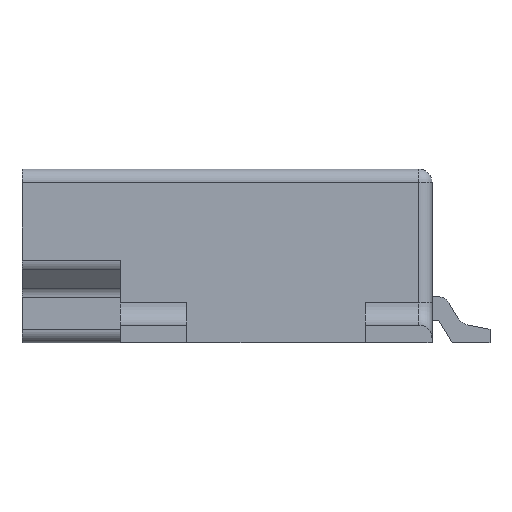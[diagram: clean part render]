
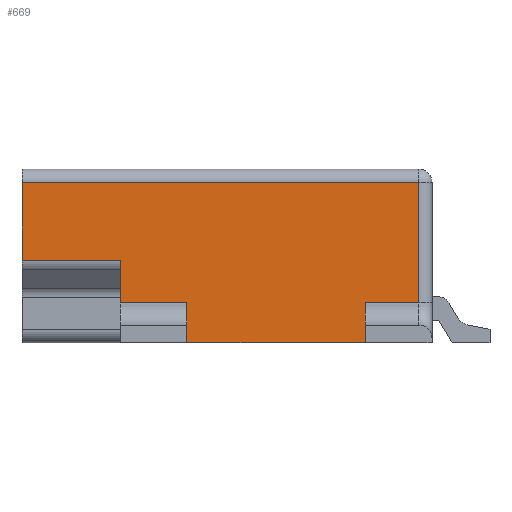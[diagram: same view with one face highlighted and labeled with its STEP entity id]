
A CAD part, front view. The second image highlights one B-rep face of the part: STEP entity #669.
In plain terms, the highlighted planar face has unit normal (0, -1, 0).
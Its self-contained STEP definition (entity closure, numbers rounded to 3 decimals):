
#12 = VECTOR ( 'NONE', #5220, 1000. ) ;
#166 = DIRECTION ( 'NONE',  ( 0., 0., 1. ) ) ;
#298 = VERTEX_POINT ( 'NONE', #5094 ) ;
#393 = CARTESIAN_POINT ( 'NONE',  ( 3.1, -3.85, 0.9 ) ) ;
#443 = VECTOR ( 'NONE', #166, 1000. ) ;
#452 = EDGE_CURVE ( 'NONE', #490, #298, #5303, .T. ) ;
#490 = VERTEX_POINT ( 'NONE', #393 ) ;
#506 = ORIENTED_EDGE ( 'NONE', *, *, #5800, .T. ) ;
#669 = ADVANCED_FACE ( 'NONE', ( #4056 ), #1247, .F. ) ;
#677 = DIRECTION ( 'NONE',  ( 1., 0., 0. ) ) ;
#728 = VECTOR ( 'NONE', #1615, 1000. ) ;
#800 = LINE ( 'NONE', #6906, #12 ) ;
#801 = CARTESIAN_POINT ( 'NONE',  ( -0.9, -3.85, 0.9 ) ) ;
#836 = DIRECTION ( 'NONE',  ( 0., 1., 0. ) ) ;
#1034 = ORIENTED_EDGE ( 'NONE', *, *, #3534, .T. ) ;
#1191 = ORIENTED_EDGE ( 'NONE', *, *, #6827, .T. ) ;
#1193 = VERTEX_POINT ( 'NONE', #3258 ) ;
#1227 = EDGE_CURVE ( 'NONE', #298, #6195, #3475, .T. ) ;
#1236 = CARTESIAN_POINT ( 'NONE',  ( -2.4, -3.85, 0.9 ) ) ;
#1245 = LINE ( 'NONE', #4128, #443 ) ;
#1247 = PLANE ( 'NONE',  #6873 ) ;
#1337 = DIRECTION ( 'NONE',  ( 1., 0., 0. ) ) ;
#1372 = ORIENTED_EDGE ( 'NONE', *, *, #452, .T. ) ;
#1428 = CARTESIAN_POINT ( 'NONE',  ( -4.6, -3.85, 3.6 ) ) ;
#1615 = DIRECTION ( 'NONE',  ( -1., 0., 0. ) ) ;
#1624 = DIRECTION ( 'NONE',  ( 0., 0., 1. ) ) ;
#1708 = ORIENTED_EDGE ( 'NONE', *, *, #4460, .T. ) ;
#1723 = CARTESIAN_POINT ( 'NONE',  ( 4.3, -3.85, 3.6 ) ) ;
#1924 = VERTEX_POINT ( 'NONE', #1236 ) ;
#2175 = VECTOR ( 'NONE', #677, 1000. ) ;
#2179 = LINE ( 'NONE', #4972, #728 ) ;
#2378 = LINE ( 'NONE', #2780, #4617 ) ;
#2551 = VECTOR ( 'NONE', #7195, 1000. ) ;
#2586 = CARTESIAN_POINT ( 'NONE',  ( 3.1, -3.85, 0.4 ) ) ;
#2588 = ORIENTED_EDGE ( 'NONE', *, *, #2610, .T. ) ;
#2610 = EDGE_CURVE ( 'NONE', #6726, #1193, #800, .T. ) ;
#2624 = CARTESIAN_POINT ( 'NONE',  ( -4.6, -3.85, 1.851 ) ) ;
#2659 = ORIENTED_EDGE ( 'NONE', *, *, #1227, .T. ) ;
#2716 = VECTOR ( 'NONE', #4901, 1000. ) ;
#2731 = LINE ( 'NONE', #2624, #2716 ) ;
#2739 = CARTESIAN_POINT ( 'NONE',  ( 4.3, -3.85, 3.9 ) ) ;
#2780 = CARTESIAN_POINT ( 'NONE',  ( -4.6, -3.85, 0. ) ) ;
#2874 = CARTESIAN_POINT ( 'NONE',  ( -4.6, -3.85, 3.9 ) ) ;
#3034 = CARTESIAN_POINT ( 'NONE',  ( -0.9, -3.85, 0.9 ) ) ;
#3258 = CARTESIAN_POINT ( 'NONE',  ( -4.6, -3.85, 1.851 ) ) ;
#3475 = LINE ( 'NONE', #2739, #5383 ) ;
#3534 = EDGE_CURVE ( 'NONE', #6195, #6726, #2179, .T. ) ;
#3673 = DIRECTION ( 'NONE',  ( 0., 0., 1. ) ) ;
#3852 = ORIENTED_EDGE ( 'NONE', *, *, #6022, .F. ) ;
#4039 = DIRECTION ( 'NONE',  ( 1., 0., 0. ) ) ;
#4056 = FACE_OUTER_BOUND ( 'NONE', #4534, .T. ) ;
#4128 = CARTESIAN_POINT ( 'NONE',  ( -2.4, -3.85, 1.74 ) ) ;
#4359 = VERTEX_POINT ( 'NONE', #5057 ) ;
#4379 = LINE ( 'NONE', #6611, #2551 ) ;
#4460 = EDGE_CURVE ( 'NONE', #1924, #6590, #6436, .T. ) ;
#4528 = EDGE_CURVE ( 'NONE', #1193, #5238, #2731, .T. ) ;
#4534 = EDGE_LOOP ( 'NONE', ( #1372, #2659, #1034, #2588, #6482, #6085, #1708, #1191, #506, #3852 ) ) ;
#4617 = VECTOR ( 'NONE', #4039, 1000. ) ;
#4737 = VECTOR ( 'NONE', #7105, 1000. ) ;
#4874 = LINE ( 'NONE', #2586, #4737 ) ;
#4901 = DIRECTION ( 'NONE',  ( 1., 0., 0. ) ) ;
#4972 = CARTESIAN_POINT ( 'NONE',  ( -4.6, -3.85, 3.6 ) ) ;
#5057 = CARTESIAN_POINT ( 'NONE',  ( -0.9, -3.85, 0. ) ) ;
#5087 = VERTEX_POINT ( 'NONE', #5151 ) ;
#5094 = CARTESIAN_POINT ( 'NONE',  ( 4.3, -3.85, 0.9 ) ) ;
#5151 = CARTESIAN_POINT ( 'NONE',  ( 3.1, -3.85, 0. ) ) ;
#5220 = DIRECTION ( 'NONE',  ( 0., 0., -1. ) ) ;
#5238 = VERTEX_POINT ( 'NONE', #6427 ) ;
#5303 = LINE ( 'NONE', #6812, #2175 ) ;
#5383 = VECTOR ( 'NONE', #1624, 1000. ) ;
#5800 = EDGE_CURVE ( 'NONE', #4359, #5087, #2378, .T. ) ;
#6022 = EDGE_CURVE ( 'NONE', #490, #5087, #4874, .T. ) ;
#6085 = ORIENTED_EDGE ( 'NONE', *, *, #6567, .F. ) ;
#6195 = VERTEX_POINT ( 'NONE', #1723 ) ;
#6427 = CARTESIAN_POINT ( 'NONE',  ( -2.4, -3.85, 1.851 ) ) ;
#6436 = LINE ( 'NONE', #3034, #6940 ) ;
#6482 = ORIENTED_EDGE ( 'NONE', *, *, #4528, .T. ) ;
#6567 = EDGE_CURVE ( 'NONE', #1924, #5238, #1245, .T. ) ;
#6590 = VERTEX_POINT ( 'NONE', #801 ) ;
#6611 = CARTESIAN_POINT ( 'NONE',  ( -0.9, -3.85, 0.4 ) ) ;
#6726 = VERTEX_POINT ( 'NONE', #1428 ) ;
#6812 = CARTESIAN_POINT ( 'NONE',  ( 4.6, -3.85, 0.9 ) ) ;
#6827 = EDGE_CURVE ( 'NONE', #6590, #4359, #4379, .T. ) ;
#6873 = AXIS2_PLACEMENT_3D ( 'NONE', #2874, #836, #3673 ) ;
#6906 = CARTESIAN_POINT ( 'NONE',  ( -4.6, -3.85, 3.9 ) ) ;
#6940 = VECTOR ( 'NONE', #1337, 1000. ) ;
#7105 = DIRECTION ( 'NONE',  ( 0., 0., -1. ) ) ;
#7195 = DIRECTION ( 'NONE',  ( 0., 0., -1. ) ) ;
